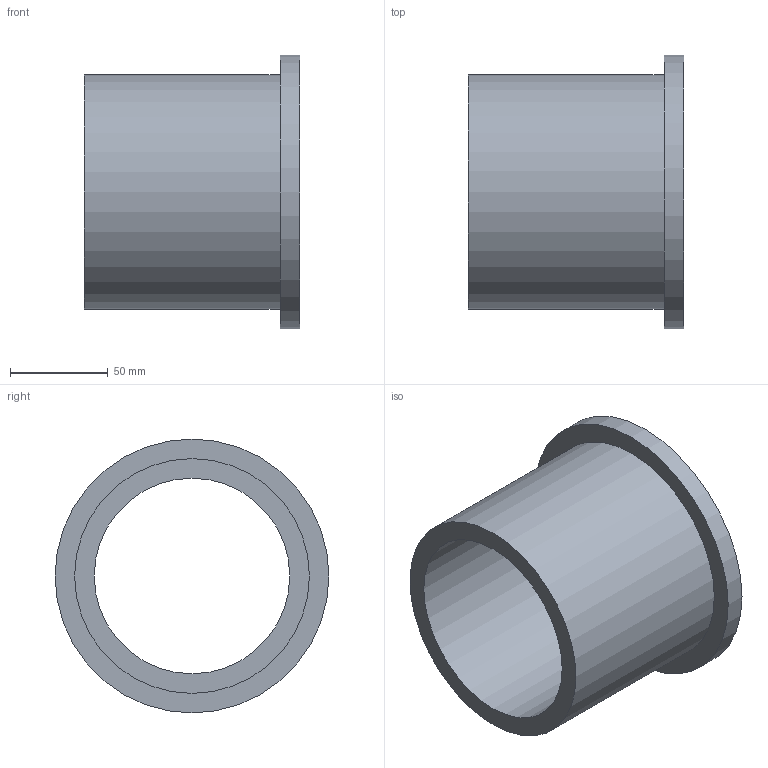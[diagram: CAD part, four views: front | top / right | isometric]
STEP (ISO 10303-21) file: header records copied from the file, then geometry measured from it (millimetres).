
FILE_DESCRIPTION(/* description */ (''),/* implementation_level */ '2;1');
FILE_NAME(/* name */ '03_Ong_lot_truc_I.stp',/* time_stamp */ '2024-12-15T00:02:21+07:00',/* author */ ('hongquan'),/* organization */ (''),/* preprocessor_version */ 'ST-DEVELOPER v20',/* originating_system */ 'Autodesk Inventor 2025',/* authorisation */ '');
FILE_SCHEMA (('AUTOMOTIVE_DESIGN { 1 0 10303 214 3 1 1 }'));
Length unit declared in the file: millimetre
Products named in the file (1): 3_Ong_lot_truc_I
Bounding box: 110 x 140 x 140 mm (x, y, z)
Volume: 386415.9 mm3; surface area: 92362.8 mm2
Topology: 2 solids, 2 shells, 8 faces, 14 edges, 11 vertices
Faces by surface type: cylinder 4, plane 4
Full cylindrical faces by diameter (mm): 100 x1, 120 x2, 140 x1
Entity records: 265 total; most frequent: DIRECTION 42, CARTESIAN_POINT 34, ORIENTED_EDGE 28, AXIS2_PLACEMENT_3D 19, EDGE_CURVE 14, EDGE_LOOP 12, CIRCLE 10, VERTEX_POINT 10
